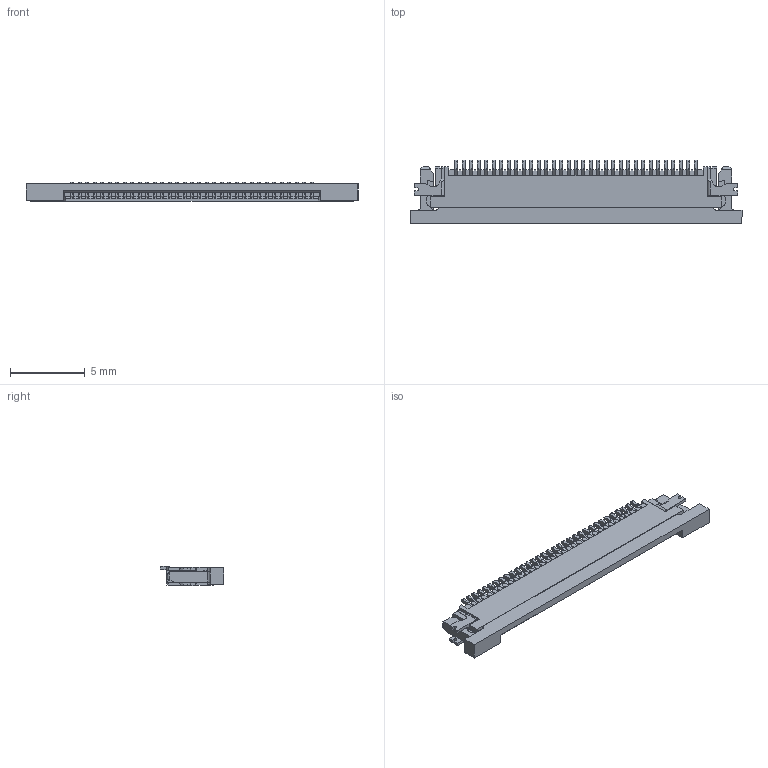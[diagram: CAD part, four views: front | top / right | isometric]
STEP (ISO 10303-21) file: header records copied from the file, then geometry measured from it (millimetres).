
FILE_DESCRIPTION( ( 'Unknown' ), '1' );
FILE_NAME( '687133183622.stp', 'Unknown', ( 'Unknown' ), ( 'Unknown' ), 'PSStep 20.0.26', 'Unknown', ' ' );
FILE_SCHEMA( ( 'AUTOMOTIVE_DESIGN { 1 0 10303 214 1 1 1 1 }' ) );
Length unit declared in the file: millimetre
Products named in the file (6): Assem1; 68X1XX183X22_Pin_TOP; 68X1XX183X22_Solder_Pad; 68X1xx183x22_Solder_Pad2; 68x133183x22; 68x133183x22_Actuator
Assembly tree (37 placements, depth 2):
  Assem1
    68X1XX183X22_Pin_TOP  x33
    68X1XX183X22_Solder_Pad
    68X1xx183x22_Solder_Pad2
    68x133183x22
    68x133183x22_Actuator
Bounding box: 22.2 x 4.25 x 1.29 mm (x, y, z)
Volume: 67.6 mm3; surface area: 604.3 mm2
Topology: 37 solids, 37 shells, 2334 faces, 7002 edges, 4612 vertices
Faces by surface type: plane 1681, cylinder 653
Entity records: 48126 total; most frequent: ORIENTED_EDGE 7092, CARTESIAN_POINT 7010, DIRECTION 6272, EDGE_CURVE 3546, LINE 3132, VECTOR 3132, VERTEX_POINT 2308, AXIS2_PLACEMENT_3D 1570
